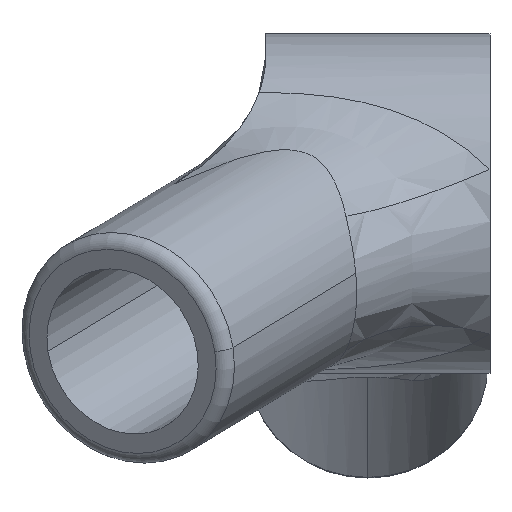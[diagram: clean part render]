
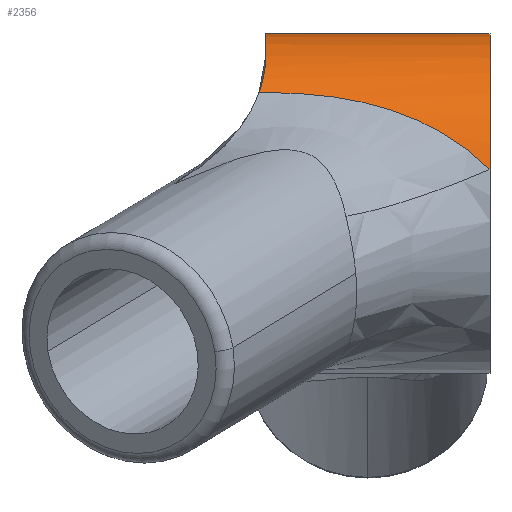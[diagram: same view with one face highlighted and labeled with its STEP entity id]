
A CAD part, top view. The second image highlights one B-rep face of the part: STEP entity #2356.
In plain terms, the highlighted cylindrical face has radius 25 mm (diameter 50 mm), a partial arc.
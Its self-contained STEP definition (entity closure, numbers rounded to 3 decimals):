
#37 = CARTESIAN_POINT ( 'NONE',  ( -64.206, 16.06, 19.16 ) ) ;
#161 = CARTESIAN_POINT ( 'NONE',  ( -61.404, 16.386, -18.882 ) ) ;
#176 = CARTESIAN_POINT ( 'NONE',  ( -40.226, 7.083, 23.996 ) ) ;
#188 = CARTESIAN_POINT ( 'NONE',  ( -51.649, 16.459, -18.818 ) ) ;
#205 = AXIS2_PLACEMENT_3D ( 'NONE', #1182, #2056, #2264 ) ;
#210 = DIRECTION ( 'NONE',  ( 0., 0., 1. ) ) ;
#234 = CARTESIAN_POINT ( 'NONE',  ( -46.566, 11.257, 22.338 ) ) ;
#273 = DIRECTION ( 'NONE',  ( 0., 0., 1. ) ) ;
#311 = CYLINDRICAL_SURFACE ( 'NONE', #2005, 25. ) ;
#322 = FACE_OUTER_BOUND ( 'NONE', #1914, .T. ) ;
#345 = EDGE_CURVE ( 'NONE', #1145, #581, #721, .T. ) ;
#400 = CARTESIAN_POINT ( 'NONE',  ( -48.871, 16.232, -19.015 ) ) ;
#416 = CARTESIAN_POINT ( 'NONE',  ( -71.397, 18.35, 16.994 ) ) ;
#431 = CARTESIAN_POINT ( 'NONE',  ( -71.062, 20.201, 14.798 ) ) ;
#446 = CARTESIAN_POINT ( 'NONE',  ( -70.429, 16.339, 18.922 ) ) ;
#512 = AXIS2_PLACEMENT_3D ( 'NONE', #1832, #1139, #210 ) ;
#553 = CARTESIAN_POINT ( 'NONE',  ( -71., 14.982, -20.013 ) ) ;
#569 = CARTESIAN_POINT ( 'NONE',  ( -68.297, 15.556, -19.584 ) ) ;
#581 = VERTEX_POINT ( 'NONE', #1265 ) ;
#625 = CARTESIAN_POINT ( 'NONE',  ( -52.15, 13.622, 20.97 ) ) ;
#665 = CARTESIAN_POINT ( 'NONE',  ( -56.565, 14.872, 20.099 ) ) ;
#721 = CIRCLE ( 'NONE', #512, 25. ) ;
#725 = CARTESIAN_POINT ( 'NONE',  ( -71.991, 16.322, 18.937 ) ) ;
#777 = B_SPLINE_CURVE_WITH_KNOTS ( 'NONE', 3,
 ( #1853, #1453, #1481, #416, #1869, #431, #1017, #1252 ),
 .UNSPECIFIED., .F., .F.,
 ( 4, 2, 2, 4 ),
 ( 0.014, 0.017, 0.019, 0.023 ),
 .UNSPECIFIED. ) ;
#821 = CARTESIAN_POINT ( 'NONE',  ( -50.707, 13.104, 21.301 ) ) ;
#834 = CARTESIAN_POINT ( 'NONE',  ( -68.866, 16.317, 18.941 ) ) ;
#847 = CARTESIAN_POINT ( 'NONE',  ( -71.991, 16.322, 18.937 ) ) ;
#859 = VERTEX_POINT ( 'NONE', #725 ) ;
#866 = B_SPLINE_CURVE_WITH_KNOTS ( 'NONE', 3,
 ( #2644, #1600, #176, #1210, #2046, #234, #2491, #821, #625, #1046, #665, #1884, #1296, #2329, #2344, #37, #1442, #834, #446, #847 ),
 .UNSPECIFIED., .F., .F.,
 ( 4, 2, 2, 2, 2, 2, 2, 2, 2, 4 ),
 ( 0.068, 0.073, 0.077, 0.082, 0.087, 0.092, 0.094, 0.096, 0.101, 0.106 ),
 .UNSPECIFIED. ) ;
#937 = VERTEX_POINT ( 'NONE', #2602 ) ;
#972 = CARTESIAN_POINT ( 'NONE',  ( -65.553, 15.984, -19.226 ) ) ;
#991 = CARTESIAN_POINT ( 'NONE',  ( -53.04, 16.532, -18.753 ) ) ;
#1001 = CARTESIAN_POINT ( 'NONE',  ( -43.385, 15.461, -19.648 ) ) ;
#1017 = CARTESIAN_POINT ( 'NONE',  ( -71., 21.017, 13.615 ) ) ;
#1031 = ORIENTED_EDGE ( 'NONE', *, *, #1652, .F. ) ;
#1046 = CARTESIAN_POINT ( 'NONE',  ( -55.077, 14.505, 20.369 ) ) ;
#1098 = CARTESIAN_POINT ( 'NONE',  ( -38., 4.987, 24.497 ) ) ;
#1113 = CARTESIAN_POINT ( 'NONE',  ( -71., 14.982, -20.013 ) ) ;
#1139 = DIRECTION ( 'NONE',  ( -1., 0., 0. ) ) ;
#1145 = VERTEX_POINT ( 'NONE', #1098 ) ;
#1180 = CARTESIAN_POINT ( 'NONE',  ( -55.826, 16.595, -18.698 ) ) ;
#1182 = CARTESIAN_POINT ( 'NONE',  ( -71., 0., 0. ) ) ;
#1210 = CARTESIAN_POINT ( 'NONE',  ( -42.673, 8.933, 23.37 ) ) ;
#1221 = CARTESIAN_POINT ( 'NONE',  ( -47.488, 16.077, -19.146 ) ) ;
#1252 = CARTESIAN_POINT ( 'NONE',  ( -71., 21.734, 12.355 ) ) ;
#1265 = CARTESIAN_POINT ( 'NONE',  ( -38., 14.281, -20.52 ) ) ;
#1296 = CARTESIAN_POINT ( 'NONE',  ( -59.596, 15.458, 19.648 ) ) ;
#1299 = ORIENTED_EDGE ( 'NONE', *, *, #2280, .F. ) ;
#1384 = CARTESIAN_POINT ( 'NONE',  ( -60.014, 16.48, -18.8 ) ) ;
#1442 = CARTESIAN_POINT ( 'NONE',  ( -65.755, 16.178, 19.06 ) ) ;
#1453 = CARTESIAN_POINT ( 'NONE',  ( -71.807, 16.846, 18.485 ) ) ;
#1481 = CARTESIAN_POINT ( 'NONE',  ( -71.653, 17.358, 18.006 ) ) ;
#1537 = B_SPLINE_CURVE_WITH_KNOTS ( 'NONE', 3,
 ( #553, #569, #972, #161, #1384, #2225, #1180, #991, #188, #400, #1221, #1822, #1001, #2446, #1611, #2469 ),
 .UNSPECIFIED., .F., .F.,
 ( 4, 2, 2, 2, 2, 2, 2, 4 ),
 ( 0., 0.008, 0.013, 0.017, 0.021, 0.025, 0.029, 0.034 ),
 .UNSPECIFIED. ) ;
#1575 = ORIENTED_EDGE ( 'NONE', *, *, #1653, .T. ) ;
#1583 = VERTEX_POINT ( 'NONE', #1113 ) ;
#1600 = CARTESIAN_POINT ( 'NONE',  ( -39.073, 6.08, 24.275 ) ) ;
#1611 = CARTESIAN_POINT ( 'NONE',  ( -39.332, 14.621, -20.283 ) ) ;
#1652 = EDGE_CURVE ( 'NONE', #1583, #581, #1537, .T. ) ;
#1653 = EDGE_CURVE ( 'NONE', #1583, #937, #2545, .T. ) ;
#1737 = CARTESIAN_POINT ( 'NONE',  ( -71., 0., 0. ) ) ;
#1767 = DIRECTION ( 'NONE',  ( 1., 0., 0. ) ) ;
#1822 = CARTESIAN_POINT ( 'NONE',  ( -44.746, 15.692, -19.463 ) ) ;
#1832 = CARTESIAN_POINT ( 'NONE',  ( -38., 0., 0. ) ) ;
#1853 = CARTESIAN_POINT ( 'NONE',  ( -71.991, 16.322, 18.937 ) ) ;
#1861 = EDGE_CURVE ( 'NONE', #1145, #859, #866, .T. ) ;
#1869 = CARTESIAN_POINT ( 'NONE',  ( -71.295, 18.832, 16.458 ) ) ;
#1884 = CARTESIAN_POINT ( 'NONE',  ( -58.833, 15.324, 19.754 ) ) ;
#1914 = EDGE_LOOP ( 'NONE', ( #1575, #1299, #2249, #2408, #1031 ) ) ;
#2005 = AXIS2_PLACEMENT_3D ( 'NONE', #1737, #1767, #273 ) ;
#2046 = CARTESIAN_POINT ( 'NONE',  ( -43.944, 9.763, 23.03 ) ) ;
#2056 = DIRECTION ( 'NONE',  ( 1., 0., 0. ) ) ;
#2225 = CARTESIAN_POINT ( 'NONE',  ( -57.221, 16.584, -18.707 ) ) ;
#2249 = ORIENTED_EDGE ( 'NONE', *, *, #1861, .F. ) ;
#2264 = DIRECTION ( 'NONE',  ( 0., 0., -1. ) ) ;
#2280 = EDGE_CURVE ( 'NONE', #859, #937, #777, .T. ) ;
#2329 = CARTESIAN_POINT ( 'NONE',  ( -61.128, 15.695, 19.46 ) ) ;
#2344 = CARTESIAN_POINT ( 'NONE',  ( -61.896, 15.797, 19.377 ) ) ;
#2356 = ADVANCED_FACE ( 'NONE', ( #322 ), #311, .T. ) ;
#2408 = ORIENTED_EDGE ( 'NONE', *, *, #345, .T. ) ;
#2446 = CARTESIAN_POINT ( 'NONE',  ( -40.679, 14.926, -20.058 ) ) ;
#2469 = CARTESIAN_POINT ( 'NONE',  ( -38., 14.281, -20.52 ) ) ;
#2491 = CARTESIAN_POINT ( 'NONE',  ( -47.918, 11.922, 21.985 ) ) ;
#2545 = CIRCLE ( 'NONE', #205, 25. ) ;
#2602 = CARTESIAN_POINT ( 'NONE',  ( -71., 21.734, 12.355 ) ) ;
#2644 = CARTESIAN_POINT ( 'NONE',  ( -38., 4.987, 24.497 ) ) ;
